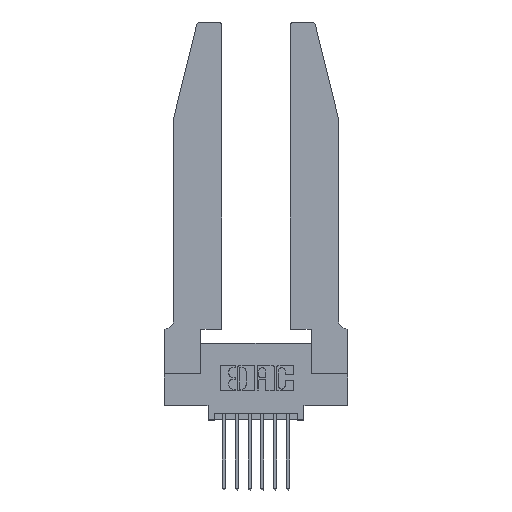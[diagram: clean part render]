
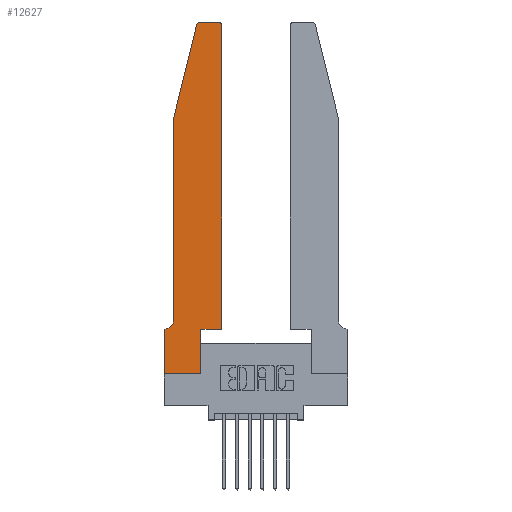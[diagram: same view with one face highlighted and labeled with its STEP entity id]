
A CAD part, top view. The second image highlights one B-rep face of the part: STEP entity #12627.
In plain terms, the highlighted planar face has unit normal (0, 0, 1).
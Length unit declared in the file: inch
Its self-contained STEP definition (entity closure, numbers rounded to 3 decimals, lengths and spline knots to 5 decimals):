
#108 = VERTEX_POINT ( 'NONE', #1971 ) ;
#223 = CARTESIAN_POINT ( 'NONE',  ( 0.0755, 0.35, 0.37 ) ) ;
#419 = VECTOR ( 'NONE', #4474, 39.37008 ) ;
#568 = CARTESIAN_POINT ( 'NONE',  ( 0.0755, 2., 0.37 ) ) ;
#600 = ORIENTED_EDGE ( 'NONE', *, *, #5628, .T. ) ;
#612 = LINE ( 'NONE', #1247, #3765 ) ;
#911 = DIRECTION ( 'NONE',  ( 0., 1., 0. ) ) ;
#934 = ORIENTED_EDGE ( 'NONE', *, *, #8050, .T. ) ;
#1247 = CARTESIAN_POINT ( 'NONE',  ( 0.2605, 2.75, 0.37 ) ) ;
#1400 = LINE ( 'NONE', #223, #12574 ) ;
#1681 = ORIENTED_EDGE ( 'NONE', *, *, #7034, .T. ) ;
#1939 = CIRCLE ( 'NONE', #6343, 0.03 ) ;
#1971 = CARTESIAN_POINT ( 'NONE',  ( 0.4205, 2.75, 0.37 ) ) ;
#2163 = CARTESIAN_POINT ( 'NONE',  ( 0., 0., 0.37 ) ) ;
#2378 = CARTESIAN_POINT ( 'NONE',  ( 0.4505, 0.35, 0.37 ) ) ;
#2429 = CARTESIAN_POINT ( 'NONE',  ( 0.4505, 0.35, 0.37 ) ) ;
#2589 = EDGE_CURVE ( 'NONE', #5757, #108, #1939, .T. ) ;
#2607 = CARTESIAN_POINT ( 'NONE',  ( 0.284, 2.75, 0.37 ) ) ;
#2698 = ORIENTED_EDGE ( 'NONE', *, *, #3211, .T. ) ;
#2966 = LINE ( 'NONE', #7365, #11401 ) ;
#3211 = EDGE_CURVE ( 'NONE', #8096, #8463, #12350, .T. ) ;
#3355 = AXIS2_PLACEMENT_3D ( 'NONE', #9580, #10671, #4098 ) ;
#3451 = ORIENTED_EDGE ( 'NONE', *, *, #10971, .T. ) ;
#3547 = VERTEX_POINT ( 'NONE', #3805 ) ;
#3593 = VECTOR ( 'NONE', #8667, 39.37008 ) ;
#3765 = VECTOR ( 'NONE', #8092, 39.37008 ) ;
#3805 = CARTESIAN_POINT ( 'NONE',  ( 0.0755, 0.42, 0.37 ) ) ;
#3961 = CARTESIAN_POINT ( 'NONE',  ( 0.284, 2.72, 0.37 ) ) ;
#4098 = DIRECTION ( 'NONE',  ( 1., 0., 0. ) ) ;
#4218 = CARTESIAN_POINT ( 'NONE',  ( 0.0755, 2., 0.37 ) ) ;
#4474 = DIRECTION ( 'NONE',  ( 1., 0., 0. ) ) ;
#4758 = DIRECTION ( 'NONE',  ( 1., 0., 0. ) ) ;
#4784 = EDGE_CURVE ( 'NONE', #3547, #9868, #12513, .T. ) ;
#4858 = VERTEX_POINT ( 'NONE', #2378 ) ;
#5089 = DIRECTION ( 'NONE',  ( 1., 0., 0. ) ) ;
#5358 = VERTEX_POINT ( 'NONE', #12240 ) ;
#5493 = CIRCLE ( 'NONE', #6061, 0.03 ) ;
#5628 = EDGE_CURVE ( 'NONE', #12155, #7869, #5493, .T. ) ;
#5666 = VECTOR ( 'NONE', #4758, 39.37008 ) ;
#5704 = CARTESIAN_POINT ( 'NONE',  ( 0.0055, 0.42, 0.37 ) ) ;
#5757 = VERTEX_POINT ( 'NONE', #6392 ) ;
#6014 = LINE ( 'NONE', #2429, #5666 ) ;
#6061 = AXIS2_PLACEMENT_3D ( 'NONE', #3961, #11613, #5089 ) ;
#6343 = AXIS2_PLACEMENT_3D ( 'NONE', #9693, #14473, #8175 ) ;
#6392 = CARTESIAN_POINT ( 'NONE',  ( 0.4505, 2.72, 0.37 ) ) ;
#6539 = ORIENTED_EDGE ( 'NONE', *, *, #6864, .T. ) ;
#6584 = VECTOR ( 'NONE', #7388, 39.37008 ) ;
#6630 = VECTOR ( 'NONE', #7585, 39.37008 ) ;
#6839 = DIRECTION ( 'NONE',  ( -1., 0., 0. ) ) ;
#6864 = EDGE_CURVE ( 'NONE', #7169, #14185, #2966, .T. ) ;
#6959 = LINE ( 'NONE', #4218, #6630 ) ;
#7034 = EDGE_CURVE ( 'NONE', #4858, #5757, #12262, .T. ) ;
#7169 = VERTEX_POINT ( 'NONE', #11228 ) ;
#7267 = ORIENTED_EDGE ( 'NONE', *, *, #13552, .T. ) ;
#7365 = CARTESIAN_POINT ( 'NONE',  ( 0.2865, 0.35, 0.37 ) ) ;
#7388 = DIRECTION ( 'NONE',  ( 0., -1., 0. ) ) ;
#7585 = DIRECTION ( 'NONE',  ( -0.239, -0.971, 0. ) ) ;
#7599 = CARTESIAN_POINT ( 'NONE',  ( 0., 0., 0.37 ) ) ;
#7768 = CARTESIAN_POINT ( 'NONE',  ( 0., 0.35, 0.37 ) ) ;
#7869 = VERTEX_POINT ( 'NONE', #13750 ) ;
#8050 = EDGE_CURVE ( 'NONE', #7869, #5358, #6959, .T. ) ;
#8092 = DIRECTION ( 'NONE',  ( -1., 0., 0. ) ) ;
#8096 = VERTEX_POINT ( 'NONE', #7768 ) ;
#8175 = DIRECTION ( 'NONE',  ( 1., 0., 0. ) ) ;
#8178 = ORIENTED_EDGE ( 'NONE', *, *, #10184, .T. ) ;
#8276 = EDGE_CURVE ( 'NONE', #108, #12155, #612, .T. ) ;
#8463 = VERTEX_POINT ( 'NONE', #10582 ) ;
#8518 = PLANE ( 'NONE',  #3355 ) ;
#8667 = DIRECTION ( 'NONE',  ( 0., -1., 0. ) ) ;
#9104 = ORIENTED_EDGE ( 'NONE', *, *, #8276, .T. ) ;
#9130 = ORIENTED_EDGE ( 'NONE', *, *, #2589, .T. ) ;
#9225 = EDGE_CURVE ( 'NONE', #8463, #7169, #9478, .T. ) ;
#9397 = ORIENTED_EDGE ( 'NONE', *, *, #9225, .T. ) ;
#9478 = LINE ( 'NONE', #2163, #419 ) ;
#9580 = CARTESIAN_POINT ( 'NONE',  ( 0., 0.35, 0.37 ) ) ;
#9693 = CARTESIAN_POINT ( 'NONE',  ( 0.4205, 2.72, 0.37 ) ) ;
#9868 = VERTEX_POINT ( 'NONE', #13643 ) ;
#10013 = ORIENTED_EDGE ( 'NONE', *, *, #4784, .T. ) ;
#10184 = EDGE_CURVE ( 'NONE', #5358, #3547, #12673, .T. ) ;
#10582 = CARTESIAN_POINT ( 'NONE',  ( 0., 0., 0.37 ) ) ;
#10604 = DIRECTION ( 'NONE',  ( 0., 1., 0. ) ) ;
#10671 = DIRECTION ( 'NONE',  ( 0., 0., 1. ) ) ;
#10971 = EDGE_CURVE ( 'NONE', #14185, #4858, #6014, .T. ) ;
#11123 = EDGE_LOOP ( 'NONE', ( #9104, #600, #934, #8178, #10013, #7267, #2698, #9397, #6539, #3451, #1681, #9130 ) ) ;
#11228 = CARTESIAN_POINT ( 'NONE',  ( 0.2865, 0., 0.37 ) ) ;
#11401 = VECTOR ( 'NONE', #10604, 39.37008 ) ;
#11419 = DIRECTION ( 'NONE',  ( -1., 0., 0. ) ) ;
#11613 = DIRECTION ( 'NONE',  ( 0., 0., 1. ) ) ;
#11925 = VECTOR ( 'NONE', #911, 39.37008 ) ;
#12155 = VERTEX_POINT ( 'NONE', #2607 ) ;
#12240 = CARTESIAN_POINT ( 'NONE',  ( 0.0755, 2., 0.37 ) ) ;
#12248 = FACE_OUTER_BOUND ( 'NONE', #11123, .T. ) ;
#12262 = LINE ( 'NONE', #14224, #11925 ) ;
#12350 = LINE ( 'NONE', #7599, #3593 ) ;
#12513 = CIRCLE ( 'NONE', #13406, 0.07 ) ;
#12574 = VECTOR ( 'NONE', #11419, 39.37008 ) ;
#12616 = CARTESIAN_POINT ( 'NONE',  ( 0.2865, 0.35, 0.37 ) ) ;
#12627 = ADVANCED_FACE ( 'NONE', ( #12248 ), #8518, .T. ) ;
#12673 = LINE ( 'NONE', #568, #6584 ) ;
#13299 = DIRECTION ( 'NONE',  ( 0., 0., -1. ) ) ;
#13406 = AXIS2_PLACEMENT_3D ( 'NONE', #5704, #13299, #6839 ) ;
#13552 = EDGE_CURVE ( 'NONE', #9868, #8096, #1400, .T. ) ;
#13643 = CARTESIAN_POINT ( 'NONE',  ( 0.0055, 0.35, 0.37 ) ) ;
#13750 = CARTESIAN_POINT ( 'NONE',  ( 0.25487, 2.72718, 0.37 ) ) ;
#14185 = VERTEX_POINT ( 'NONE', #12616 ) ;
#14224 = CARTESIAN_POINT ( 'NONE',  ( 0.4505, 0.35, 0.37 ) ) ;
#14473 = DIRECTION ( 'NONE',  ( 0., 0., 1. ) ) ;
